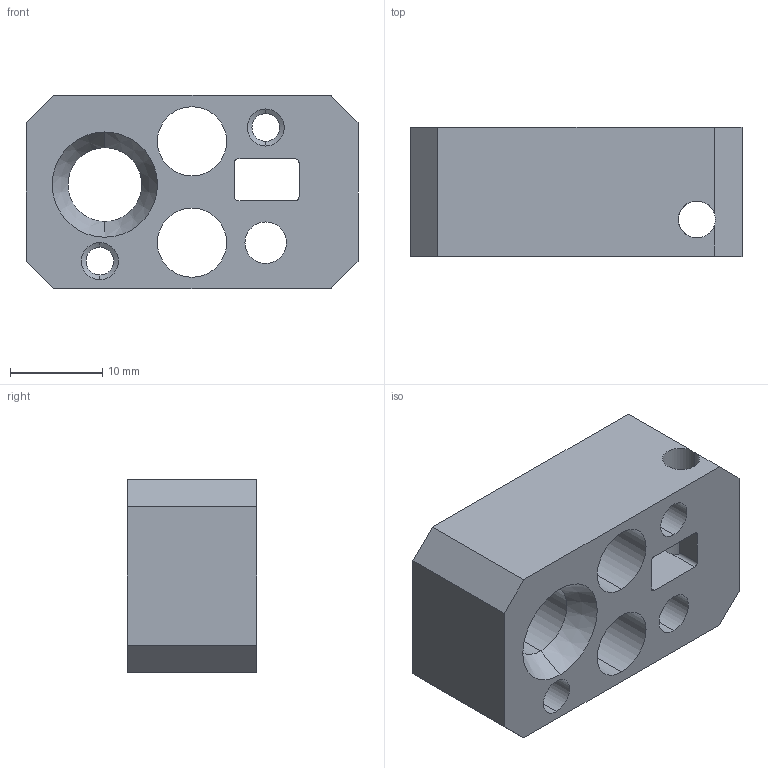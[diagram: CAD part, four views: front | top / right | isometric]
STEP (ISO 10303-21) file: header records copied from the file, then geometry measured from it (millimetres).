
FILE_DESCRIPTION (( 'STEP AP214' ), '1' );
FILE_NAME ('bau0063233418.step', '2023-07-20T13:23:52', ( '' ), ( '' ), 'SwSTEP 2.0', 'SolidWorks 2022', '' );
FILE_SCHEMA (( 'AUTOMOTIVE_DESIGN' ));
Length unit declared in the file: millimetre
Products named in the file (1): bau0063233418
Bounding box: 36.02 x 14 x 21.02 mm (x, y, z)
Volume: 6894 mm3; surface area: 4673.6 mm2
Topology: 1 solids, 1 shells, 48 faces, 137 edges, 88 vertices
Faces by surface type: cylinder 26, plane 16, cone 6
Entity records: 1669 total; most frequent: CARTESIAN_POINT 318, DIRECTION 281, ORIENTED_EDGE 274, EDGE_CURVE 137, AXIS2_PLACEMENT_3D 103, VERTEX_POINT 88, VECTOR 75, LINE 75
